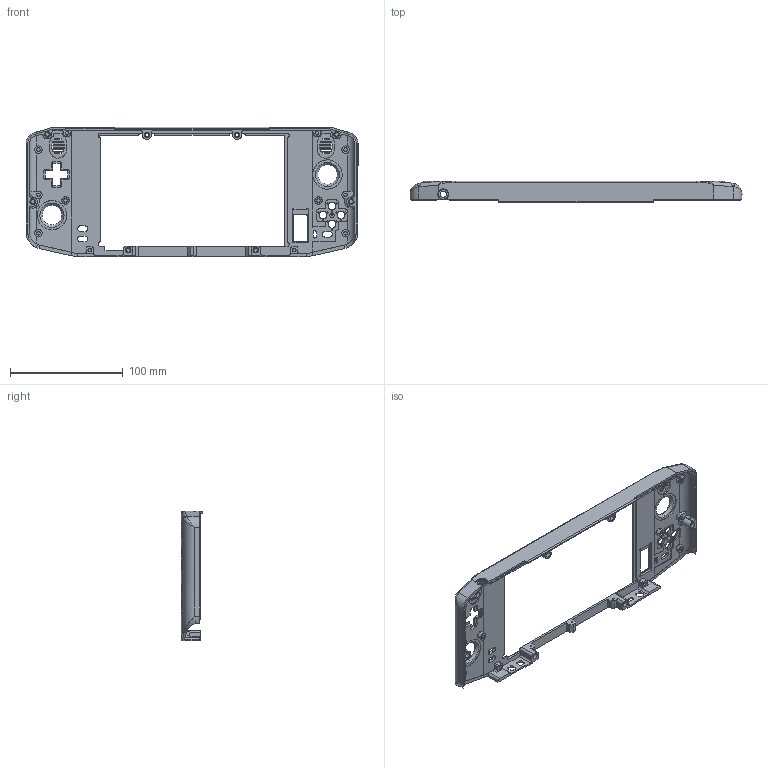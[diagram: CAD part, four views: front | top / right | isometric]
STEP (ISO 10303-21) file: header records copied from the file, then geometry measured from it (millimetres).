
FILE_DESCRIPTION (( 'STEP AP214' ), '1' );
FILE_NAME ('Housing Front - No RGB.STEP', '2023-08-06T23:50:09', ( '' ), ( '' ), 'SwSTEP 2.0', 'SolidWorks 2021', '' );
FILE_SCHEMA (( 'AUTOMOTIVE_DESIGN' ));
Length unit declared in the file: millimetre
Products named in the file (1): Housing Front - No RGB
Bounding box: 294 x 19 x 115 mm (x, y, z)
Volume: 67107.2 mm3; surface area: 55025.2 mm2
Topology: 1 solids, 1 shells, 767 faces, 2109 edges, 1381 vertices
Faces by surface type: cylinder 371, plane 343, bspline 35, cone 18
Entity records: 30370 total; most frequent: CARTESIAN_POINT 10846, ORIENTED_EDGE 4210, DIRECTION 3977, EDGE_CURVE 2105, AXIS2_PLACEMENT_3D 1385, VERTEX_POINT 1381, VECTOR 1207, LINE 1207
